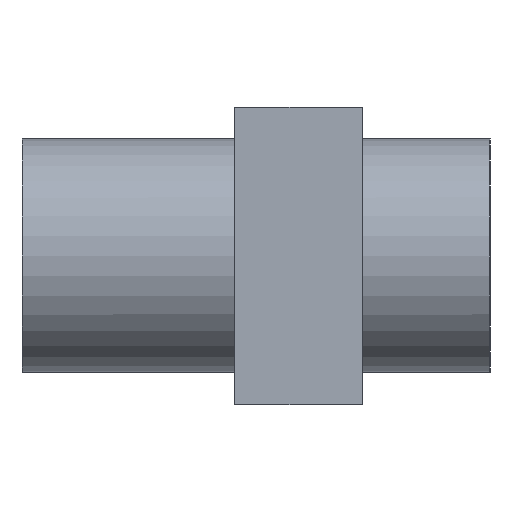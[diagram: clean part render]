
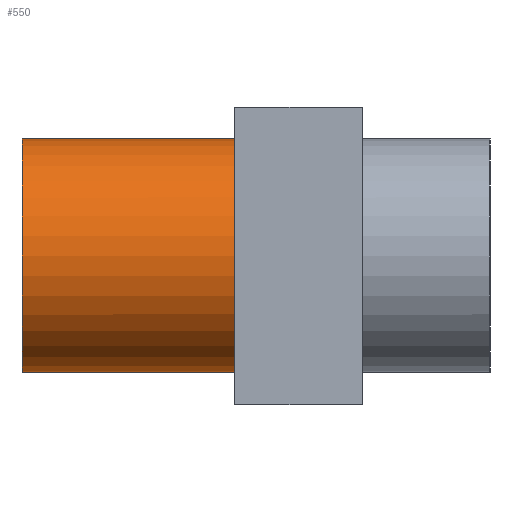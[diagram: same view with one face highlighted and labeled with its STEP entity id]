
A CAD part, left-side view. The second image highlights one B-rep face of the part: STEP entity #550.
In plain terms, the highlighted cylindrical face has radius 2.75 mm (diameter 5.5 mm), a full revolution.
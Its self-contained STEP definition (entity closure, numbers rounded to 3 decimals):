
#18=CYLINDRICAL_SURFACE('',#605,2.75);
#42=CIRCLE('',#600,2.75);
#46=CIRCLE('',#606,2.75);
#72=FACE_OUTER_BOUND('',#111,.T.);
#111=EDGE_LOOP('',(#447,#448,#449,#450));
#174=LINE('',#891,#230);
#230=VECTOR('',#730,2.75);
#276=VERTEX_POINT('',#878);
#280=VERTEX_POINT('',#889);
#338=EDGE_CURVE('',#276,#276,#42,.T.);
#343=EDGE_CURVE('',#280,#280,#46,.T.);
#344=EDGE_CURVE('',#280,#276,#174,.T.);
#447=ORIENTED_EDGE('',*,*,#343,.F.);
#448=ORIENTED_EDGE('',*,*,#344,.T.);
#449=ORIENTED_EDGE('',*,*,#338,.F.);
#450=ORIENTED_EDGE('',*,*,#344,.F.);
#550=ADVANCED_FACE('',(#72),#18,.T.);
#600=AXIS2_PLACEMENT_3D('',#879,#715,#716);
#605=AXIS2_PLACEMENT_3D('',#888,#726,#727);
#606=AXIS2_PLACEMENT_3D('',#890,#728,#729);
#715=DIRECTION('center_axis',(0.,-1.,0.));
#716=DIRECTION('ref_axis',(-1.,0.,0.));
#726=DIRECTION('center_axis',(0.,1.,0.));
#727=DIRECTION('ref_axis',(-1.,0.,0.));
#728=DIRECTION('center_axis',(0.,1.,0.));
#729=DIRECTION('ref_axis',(-1.,0.,0.));
#730=DIRECTION('',(0.,-1.,0.));
#878=CARTESIAN_POINT('',(-7.,3.,0.));
#879=CARTESIAN_POINT('Origin',(-9.75,3.,0.));
#888=CARTESIAN_POINT('Origin',(-9.75,3.,0.));
#889=CARTESIAN_POINT('',(-7.,8.,0.));
#890=CARTESIAN_POINT('Origin',(-9.75,8.,0.));
#891=CARTESIAN_POINT('',(-7.,3.,0.));
